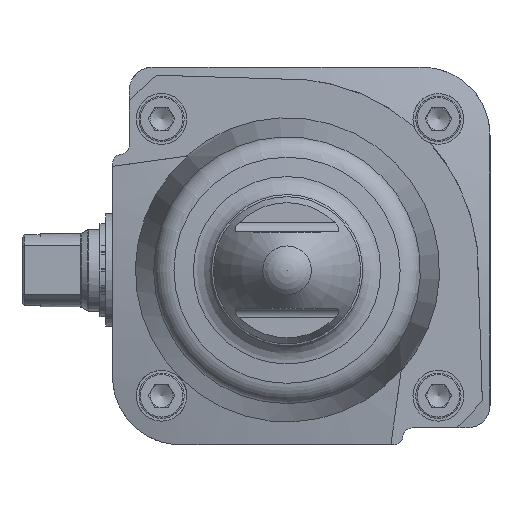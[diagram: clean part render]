
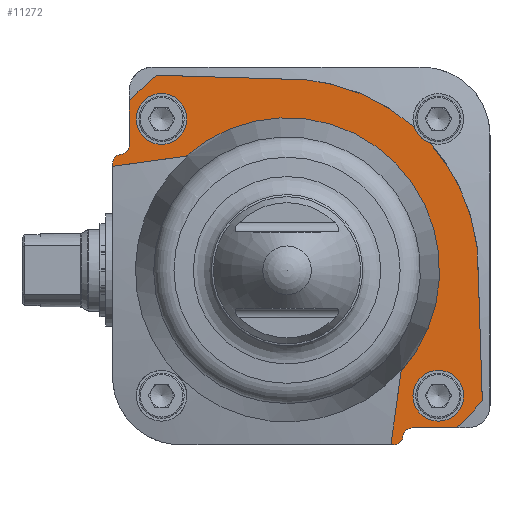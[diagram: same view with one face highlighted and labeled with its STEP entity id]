
A CAD part, left-side view. The second image highlights one B-rep face of the part: STEP entity #11272.
In plain terms, the highlighted planar face has unit normal (-1, 0, 0).
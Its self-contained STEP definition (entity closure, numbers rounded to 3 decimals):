
#750=LINE('',#16707,#1276);
#756=LINE('',#16722,#1282);
#759=LINE('',#16728,#1285);
#763=LINE('',#16740,#1289);
#770=LINE('',#16771,#1296);
#771=LINE('',#16773,#1297);
#772=LINE('',#16775,#1298);
#773=LINE('',#16787,#1299);
#1276=VECTOR('',#13538,1000.);
#1282=VECTOR('',#13554,1000.);
#1285=VECTOR('',#13561,1000.);
#1289=VECTOR('',#13575,1000.);
#1296=VECTOR('',#13606,1000.);
#1297=VECTOR('',#13609,1000.);
#1298=VECTOR('',#13612,1000.);
#1299=VECTOR('',#13615,1000.);
#2538=ORIENTED_EDGE('',*,*,#4367,.F.);
#2539=ORIENTED_EDGE('',*,*,#4095,.F.);
#2540=ORIENTED_EDGE('',*,*,#4361,.F.);
#2541=ORIENTED_EDGE('',*,*,#4088,.T.);
#2542=ORIENTED_EDGE('',*,*,#4348,.T.);
#2543=ORIENTED_EDGE('',*,*,#4346,.F.);
#2544=ORIENTED_EDGE('',*,*,#4344,.T.);
#2545=ORIENTED_EDGE('',*,*,#4342,.T.);
#2546=ORIENTED_EDGE('',*,*,#4366,.F.);
#2547=ORIENTED_EDGE('',*,*,#4368,.T.);
#2548=ORIENTED_EDGE('',*,*,#4363,.F.);
#2549=ORIENTED_EDGE('',*,*,#4339,.T.);
#2550=ORIENTED_EDGE('',*,*,#4335,.T.);
#2551=ORIENTED_EDGE('',*,*,#4333,.F.);
#2552=ORIENTED_EDGE('',*,*,#4331,.T.);
#2553=ORIENTED_EDGE('',*,*,#4080,.T.);
#2554=ORIENTED_EDGE('',*,*,#4362,.F.);
#2555=ORIENTED_EDGE('',*,*,#4091,.F.);
#2556=ORIENTED_EDGE('',*,*,#4369,.F.);
#2557=ORIENTED_EDGE('',*,*,#4370,.F.);
#4080=EDGE_CURVE('',#5094,#5093,#5685,.F.);
#4088=EDGE_CURVE('',#5102,#5101,#5690,.F.);
#4091=EDGE_CURVE('',#5103,#5104,#5692,.T.);
#4095=EDGE_CURVE('',#5106,#5105,#5693,.T.);
#4331=EDGE_CURVE('',#5278,#5094,#750,.T.);
#4333=EDGE_CURVE('',#5278,#5279,#5795,.F.);
#4335=EDGE_CURVE('',#5280,#5279,#5796,.F.);
#4339=EDGE_CURVE('',#5281,#5280,#756,.T.);
#4342=EDGE_CURVE('',#5283,#5282,#759,.T.);
#4344=EDGE_CURVE('',#5284,#5283,#5797,.F.);
#4346=EDGE_CURVE('',#5284,#5285,#5798,.F.);
#4348=EDGE_CURVE('',#5101,#5285,#763,.T.);
#4361=EDGE_CURVE('',#5102,#5106,#770,.T.);
#4362=EDGE_CURVE('',#5104,#5093,#771,.T.);
#4363=EDGE_CURVE('',#5281,#5290,#772,.T.);
#4366=EDGE_CURVE('',#5291,#5282,#773,.T.);
#4367=EDGE_CURVE('',#5105,#5103,#5803,.F.);
#4368=EDGE_CURVE('',#5291,#5290,#5804,.T.);
#4369=EDGE_CURVE('',#5292,#5292,#5805,.F.);
#4370=EDGE_CURVE('',#5293,#5293,#5806,.F.);
#5093=VERTEX_POINT('',#16048);
#5094=VERTEX_POINT('',#16050);
#5101=VERTEX_POINT('',#16082);
#5102=VERTEX_POINT('',#16084);
#5103=VERTEX_POINT('',#16088);
#5104=VERTEX_POINT('',#16090);
#5105=VERTEX_POINT('',#16094);
#5106=VERTEX_POINT('',#16096);
#5278=VERTEX_POINT('',#16708);
#5279=VERTEX_POINT('',#16712);
#5280=VERTEX_POINT('',#16716);
#5281=VERTEX_POINT('',#16720);
#5282=VERTEX_POINT('',#16727);
#5283=VERTEX_POINT('',#16729);
#5284=VERTEX_POINT('',#16733);
#5285=VERTEX_POINT('',#16737);
#5290=VERTEX_POINT('',#16776);
#5291=VERTEX_POINT('',#16786);
#5292=VERTEX_POINT('',#16792);
#5293=VERTEX_POINT('',#16794);
#5685=CIRCLE('',#11788,51.107);
#5690=CIRCLE('',#11793,51.107);
#5692=CIRCLE('',#11796,42.27);
#5693=CIRCLE('',#11798,42.27);
#5795=CIRCLE('',#11967,2.);
#5796=CIRCLE('',#11969,2.);
#5797=CIRCLE('',#11974,2.);
#5798=CIRCLE('',#11976,2.);
#5803=CIRCLE('',#11994,5.6);
#5804=CIRCLE('',#11995,33.663);
#5805=CIRCLE('',#11996,5.6);
#5806=CIRCLE('',#11997,5.6);
#6220=EDGE_LOOP('',(#2538,#2539,#2540,#2541,#2542,#2543,#2544,#2545,#2546,
#2547,#2548,#2549,#2550,#2551,#2552,#2553,#2554,#2555));
#6221=EDGE_LOOP('',(#2556));
#6222=EDGE_LOOP('',(#2557));
#6886=FACE_BOUND('',#6220,.T.);
#6887=FACE_BOUND('',#6221,.T.);
#6888=FACE_BOUND('',#6222,.T.);
#7437=PLANE('',#11993);
#11272=ADVANCED_FACE('',(#6886,#6887,#6888),#7437,.F.);
#11788=AXIS2_PLACEMENT_3D('',#16049,#13056,#13057);
#11793=AXIS2_PLACEMENT_3D('',#16083,#13066,#13067);
#11796=AXIS2_PLACEMENT_3D('',#16089,#13073,#13074);
#11798=AXIS2_PLACEMENT_3D('',#16097,#13080,#13081);
#11967=AXIS2_PLACEMENT_3D('',#16711,#13542,#13543);
#11969=AXIS2_PLACEMENT_3D('',#16715,#13547,#13548);
#11974=AXIS2_PLACEMENT_3D('',#16732,#13565,#13566);
#11976=AXIS2_PLACEMENT_3D('',#16736,#13570,#13571);
#11993=AXIS2_PLACEMENT_3D('',#16788,#13616,#13617);
#11994=AXIS2_PLACEMENT_3D('',#16789,#13618,#13619);
#11995=AXIS2_PLACEMENT_3D('',#16790,#13620,#13621);
#11996=AXIS2_PLACEMENT_3D('',#16791,#13622,#13623);
#11997=AXIS2_PLACEMENT_3D('',#16793,#13624,#13625);
#13056=DIRECTION('',(1.,0.,0.));
#13057=DIRECTION('',(0.,0.,-1.));
#13066=DIRECTION('',(1.,0.,0.));
#13067=DIRECTION('',(0.,0.,-1.));
#13073=DIRECTION('',(1.,0.,0.));
#13074=DIRECTION('',(0.,0.,-1.));
#13080=DIRECTION('',(1.,0.,0.));
#13081=DIRECTION('',(0.,0.,-1.));
#13538=DIRECTION('',(0.,-1.,0.));
#13542=DIRECTION('',(1.,0.,0.));
#13543=DIRECTION('',(0.,0.,-1.));
#13547=DIRECTION('',(1.,0.,0.));
#13548=DIRECTION('',(0.,0.,-1.));
#13554=DIRECTION('',(0.,-1.,0.));
#13561=DIRECTION('',(0.,0.,-1.));
#13565=DIRECTION('',(1.,0.,0.));
#13566=DIRECTION('',(0.,0.,-1.));
#13570=DIRECTION('',(1.,0.,0.));
#13571=DIRECTION('',(0.,0.,-1.));
#13575=DIRECTION('',(0.,0.,-1.));
#13606=DIRECTION('',(0.,-1.,-0.03));
#13609=DIRECTION('',(0.,-0.032,-0.999));
#13612=DIRECTION('',(0.,-0.138,0.99));
#13615=DIRECTION('',(0.,0.991,-0.137));
#13616=DIRECTION('',(1.,0.,0.));
#13617=DIRECTION('',(0.,0.,-1.));
#13618=DIRECTION('',(1.,0.,0.));
#13619=DIRECTION('',(0.,0.,-1.));
#13620=DIRECTION('',(1.,0.,0.));
#13621=DIRECTION('',(0.,0.,-1.));
#13622=DIRECTION('',(1.,0.,0.));
#13623=DIRECTION('',(0.,0.,-1.));
#13624=DIRECTION('',(1.,0.,0.));
#13625=DIRECTION('',(0.,0.,-1.));
#16048=CARTESIAN_POINT('',(-90.36,-43.098,-28.726));
#16049=CARTESIAN_POINT('',(-90.36,-3.15,3.15));
#16050=CARTESIAN_POINT('',(-90.36,-37.38,-34.8));
#16082=CARTESIAN_POINT('',(-90.36,34.8,37.38));
#16083=CARTESIAN_POINT('',(-90.36,-3.15,3.15));
#16084=CARTESIAN_POINT('',(-90.36,28.784,43.052));
#16088=CARTESIAN_POINT('',(-90.36,-31.571,28.107));
#16089=CARTESIAN_POINT('',(-90.36,0.,0.));
#16090=CARTESIAN_POINT('',(-90.36,-42.235,-1.72));
#16094=CARTESIAN_POINT('',(-90.36,-28.107,31.571));
#16096=CARTESIAN_POINT('',(-90.36,1.73,42.235));
#16097=CARTESIAN_POINT('',(-90.36,0.,0.));
#16707=CARTESIAN_POINT('',(-90.36,-39.8,-34.8));
#16708=CARTESIAN_POINT('',(-90.36,-27.589,-34.8));
#16711=CARTESIAN_POINT('',(-90.36,-27.589,-36.8));
#16712=CARTESIAN_POINT('',(-90.36,-25.594,-36.65));
#16715=CARTESIAN_POINT('',(-90.36,-23.6,-36.5));
#16716=CARTESIAN_POINT('',(-90.36,-23.6,-38.5));
#16720=CARTESIAN_POINT('',(-90.36,-22.93,-38.5));
#16722=CARTESIAN_POINT('',(-90.36,-23.6,-38.5));
#16727=CARTESIAN_POINT('',(-90.36,38.5,22.936));
#16728=CARTESIAN_POINT('',(-90.36,38.5,-23.5));
#16729=CARTESIAN_POINT('',(-90.36,38.5,23.6));
#16732=CARTESIAN_POINT('',(-90.36,36.5,23.6));
#16733=CARTESIAN_POINT('',(-90.36,36.65,25.594));
#16736=CARTESIAN_POINT('',(-90.36,36.8,27.589));
#16737=CARTESIAN_POINT('',(-90.36,34.8,27.589));
#16740=CARTESIAN_POINT('',(-90.36,34.8,27.589));
#16771=CARTESIAN_POINT('',(-90.36,40.,43.39));
#16773=CARTESIAN_POINT('',(-90.36,-42.235,-1.72));
#16775=CARTESIAN_POINT('',(-90.36,-22.721,-40.));
#16776=CARTESIAN_POINT('',(-90.36,-25.174,-22.348));
#16786=CARTESIAN_POINT('',(-90.36,22.344,25.178));
#16787=CARTESIAN_POINT('',(-90.36,3.85,27.744));
#16788=CARTESIAN_POINT('',(-90.36,0.,0.));
#16789=CARTESIAN_POINT('',(-90.36,-33.4,33.4));
#16790=CARTESIAN_POINT('',(-90.36,0.,0.));
#16791=CARTESIAN_POINT('',(-90.36,-33.4,-27.7));
#16792=CARTESIAN_POINT('',(-90.36,-33.4,-33.3));
#16793=CARTESIAN_POINT('',(-90.36,27.7,33.4));
#16794=CARTESIAN_POINT('',(-90.36,27.7,27.8));
